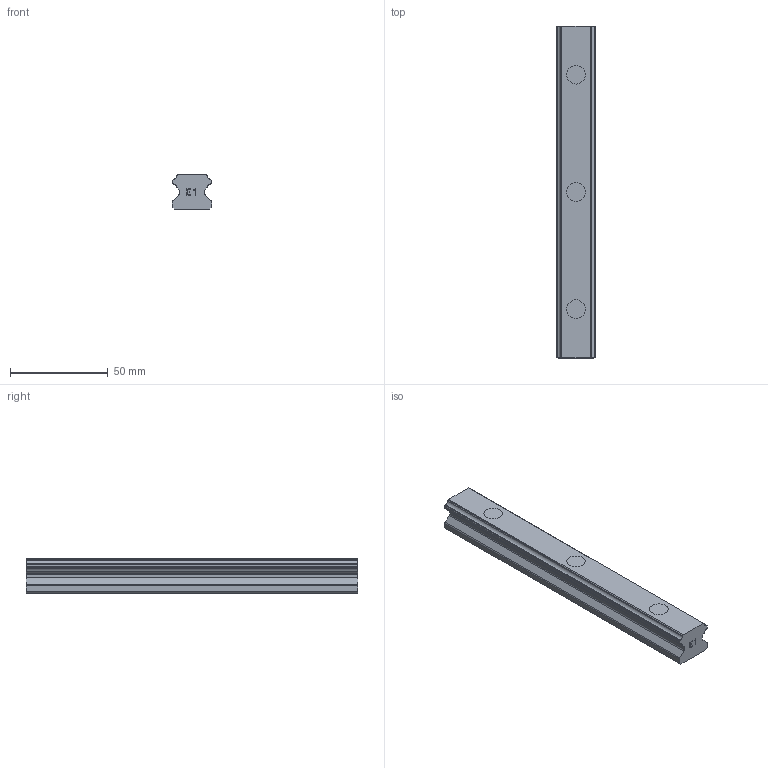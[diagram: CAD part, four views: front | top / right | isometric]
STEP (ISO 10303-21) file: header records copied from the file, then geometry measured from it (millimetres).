
FILE_DESCRIPTION(('STEP AP214'),'1');
FILE_NAME('cctmp_B8FF2883-DBCE-4FBA-9B33-4849BF2C8CAD_2020_5_18_14_49_5_426..stp','2020-05-18T12:49:05',('HIWIN GmbH'),('CADClick - www.CADClick.com'),'Spatial InterOp 3D',' ','unknown authorization');
FILE_SCHEMA(('AUTOMOTIVE_DESIGN'));
Length unit declared in the file: millimetre
Products named in the file (1): HGR20R170H_FILE
Bounding box: 20 x 170 x 17.5 mm (x, y, z)
Volume: 48469 mm3; surface area: 15060.3 mm2
Topology: 1 solids, 1 shells, 134 faces, 357 edges, 238 vertices
Faces by surface type: plane 94, cylinder 40
Entity records: 5257 total; most frequent: CARTESIAN_POINT 730, ORIENTED_EDGE 714, DIRECTION 707, EDGE_CURVE 357, LINE 277, VECTOR 277, VERTEX_POINT 238, AXIS2_PLACEMENT_3D 215
